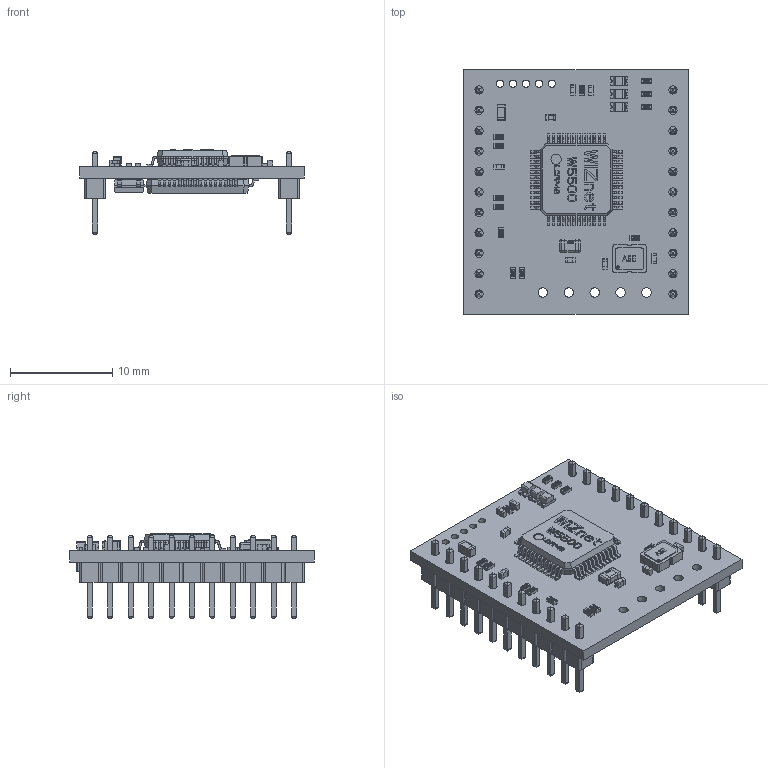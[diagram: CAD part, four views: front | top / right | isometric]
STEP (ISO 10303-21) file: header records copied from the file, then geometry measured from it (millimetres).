
FILE_DESCRIPTION(('Open CASCADE Model'),'2;1');
FILE_NAME('Open CASCADE Shape Model','2025-05-23T15:13:26',('Author'),( 'Open CASCADE'),'Open CASCADE STEP processor 6.8','Open CASCADE 6.8' ,'Unknown');
FILE_SCHEMA(('AUTOMOTIVE_DESIGN { 1 0 10303 214 1 1 1 1 }'));
Length unit declared in the file: millimetre
Products named in the file (56): PCB; Board; Open CASCADE STEP translator 6.8 3.1.1; R11; RES_C1005X04N; R6; Y2; User_Library-ABRACON_ASE; Y1; LD2; LED-0603-RED; User_Library-LTST-C190EKT_Pad; User_Library-LTST-C190EKT_Pad005; User_Library-LTST-C190EKT_Pad001; User_Library-LTST-C190EKT_Pad004; User_Library-LTST-C190EKT_Pad003; User_Library-LTST-C190EKT_Lens; LD1; L1; User_Library-Chip_InductorINDC1608X95N; C13; CAPC1005X06; C12; C11; C7; C6; C3; C1; R10; R9; R8; R7; R5; R4; R1; U3; User_Library-SOT23-5-2; U2; User_Library-lqpf64; U1 ...
Assembly tree (125 placements, depth 5):
  PCB
    Board
      Open CASCADE STEP translator 6.8 3.1.1
    R11
      RES_C1005X04N
    R6
      RES_C1005X04N
    Y2
      User_Library-ABRACON_ASE
    Y1
      User_Library-ABRACON_ASE
    LD2
      LED-0603-RED
        User_Library-LTST-C190EKT_Pad
        User_Library-LTST-C190EKT_Pad005
        User_Library-LTST-C190EKT_Pad001
        User_Library-LTST-C190EKT_Pad004
        User_Library-LTST-C190EKT_Pad003
        User_Library-LTST-C190EKT_Lens
    LD1
      LED-0603-RED
        User_Library-LTST-C190EKT_Pad
        User_Library-LTST-C190EKT_Pad005
        User_Library-LTST-C190EKT_Pad001
        User_Library-LTST-C190EKT_Pad004
        User_Library-LTST-C190EKT_Pad003
        User_Library-LTST-C190EKT_Lens
    L1
      User_Library-Chip_InductorINDC1608X95N
    C13
      CAPC1005X06
    C12
      CAPC1005X06
    C11
      CAPC1005X06
    C7
      CAPC1005X06
    C6
      CAPC1005X06
    C3
      CAPC1005X06
    C1
      CAPC1005X06
    R10
      RES_C1005X04N
    R9
      RES_C1005X04N
    R8
      RES_C1005X04N
    R7
      RES_C1005X04N
    R5
      RES_C1005X04N
    R4
      RES_C1005X04N
    R1
      RES_C1005X04N
    U3
      User_Library-SOT23-5-2
    U2
Bounding box: 22 x 24 x 8.27 mm (x, y, z)
Volume: 1031.1 mm3; surface area: 2597.4 mm2
Topology: 105 solids, 105 shells, 6612 faces, 17424 edges, 10659 vertices
Faces by surface type: plane 3031, cylinder 2456, sphere 402, torus 384, bspline 337, cone 2
Full cylindrical faces by diameter (mm): 0.7 x5, 0.8 x22, 0.914 x5
Entity records: 87179 total; most frequent: CARTESIAN_POINT 16746, ORIENTED_EDGE 12440, DIRECTION 11527, EDGE_CURVE 6220, LINE 4881, VECTOR 4881, VERTEX_POINT 4074, AXIS2_PLACEMENT_3D 3323
